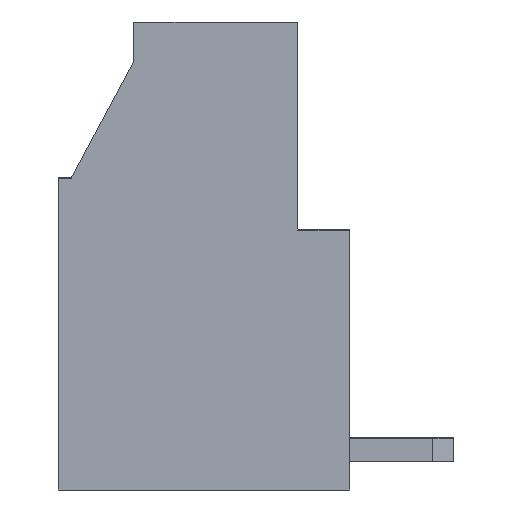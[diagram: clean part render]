
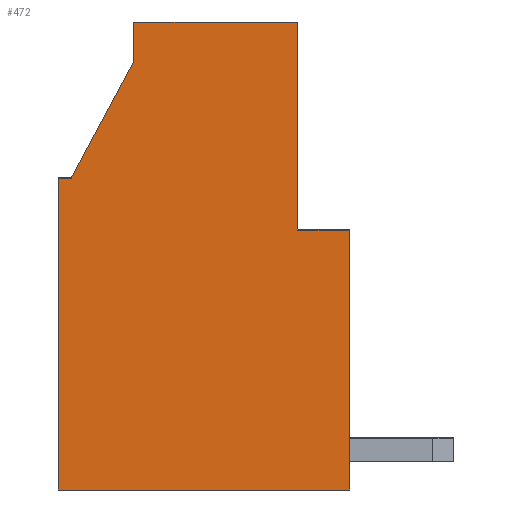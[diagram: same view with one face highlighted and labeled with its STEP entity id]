
A CAD part, front view. The second image highlights one B-rep face of the part: STEP entity #472.
In plain terms, the highlighted planar face has unit normal (0, -1, 0).
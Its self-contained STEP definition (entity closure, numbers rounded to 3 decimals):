
#472 = ADVANCED_FACE( '', ( #1219 ), #1220, .F. );
#1219 = FACE_OUTER_BOUND( '', #2288, .T. );
#1220 = PLANE( '', #2289 );
#2288 = EDGE_LOOP( '', ( #3488, #3489, #3490, #3491, #3492, #3493, #3494, #3495, #3496 ) );
#2289 = AXIS2_PLACEMENT_3D( '', #3497, #3498, #3499 );
#3488 = ORIENTED_EDGE( '', *, *, #6615, .T. );
#3489 = ORIENTED_EDGE( '', *, *, #6505, .T. );
#3490 = ORIENTED_EDGE( '', *, *, #6616, .T. );
#3491 = ORIENTED_EDGE( '', *, *, #6617, .T. );
#3492 = ORIENTED_EDGE( '', *, *, #6618, .T. );
#3493 = ORIENTED_EDGE( '', *, *, #6619, .T. );
#3494 = ORIENTED_EDGE( '', *, *, #6620, .F. );
#3495 = ORIENTED_EDGE( '', *, *, #6551, .F. );
#3496 = ORIENTED_EDGE( '', *, *, #6621, .F. );
#3497 = CARTESIAN_POINT( '', ( 12.32, -2.5, -5.26 ) );
#3498 = DIRECTION( '', ( 0., 1., 0. ) );
#3499 = DIRECTION( '', ( 1., 0., 0. ) );
#6505 = EDGE_CURVE( '', #7790, #7788, #7791, .T. );
#6551 = EDGE_CURVE( '', #7872, #7874, #7875, .T. );
#6615 = EDGE_CURVE( '', #7988, #7790, #7989, .T. );
#6616 = EDGE_CURVE( '', #7788, #7990, #7991, .T. );
#6617 = EDGE_CURVE( '', #7990, #7992, #7993, .T. );
#6618 = EDGE_CURVE( '', #7992, #7994, #7995, .T. );
#6619 = EDGE_CURVE( '', #7994, #7996, #7997, .T. );
#6620 = EDGE_CURVE( '', #7874, #7996, #7998, .T. );
#6621 = EDGE_CURVE( '', #7988, #7872, #7999, .T. );
#7788 = VERTEX_POINT( '', #9685 );
#7790 = VERTEX_POINT( '', #9688 );
#7791 = LINE( '', #9689, #9690 );
#7872 = VERTEX_POINT( '', #9806 );
#7874 = VERTEX_POINT( '', #9809 );
#7875 = LINE( '', #9810, #9811 );
#7988 = VERTEX_POINT( '', #9973 );
#7989 = LINE( '', #9974, #9975 );
#7990 = VERTEX_POINT( '', #9976 );
#7991 = LINE( '', #9977, #9978 );
#7992 = VERTEX_POINT( '', #9979 );
#7993 = LINE( '', #9980, #9981 );
#7994 = VERTEX_POINT( '', #9982 );
#7995 = LINE( '', #9983, #9984 );
#7996 = VERTEX_POINT( '', #9985 );
#7997 = LINE( '', #9986, #9987 );
#7998 = LINE( '', #9988, #9989 );
#7999 = LINE( '', #9990, #9991 );
#9685 = CARTESIAN_POINT( '', ( 11.2, -2.5, 0. ) );
#9688 = CARTESIAN_POINT( '', ( 0., -2.5, 0. ) );
#9689 = CARTESIAN_POINT( '', ( 5.35, -2.5, 0. ) );
#9690 = VECTOR( '', #12362, 1000. );
#9806 = CARTESIAN_POINT( '', ( 0.5, -2.5, 12. ) );
#9809 = CARTESIAN_POINT( '', ( 2.9, -2.5, 16.5 ) );
#9810 = CARTESIAN_POINT( '', ( -6.433, -2.5, -1. ) );
#9811 = VECTOR( '', #12402, 1000. );
#9973 = CARTESIAN_POINT( '', ( 0., -2.5, 12. ) );
#9974 = CARTESIAN_POINT( '', ( 0., -2.5, -1. ) );
#9975 = VECTOR( '', #12464, 1000. );
#9976 = CARTESIAN_POINT( '', ( 11.2, -2.5, 10. ) );
#9977 = CARTESIAN_POINT( '', ( 11.2, -2.5, -1. ) );
#9978 = VECTOR( '', #12465, 1000. );
#9979 = CARTESIAN_POINT( '', ( 9.2, -2.5, 10. ) );
#9980 = CARTESIAN_POINT( '', ( 5.35, -2.5, 10. ) );
#9981 = VECTOR( '', #12466, 1000. );
#9982 = CARTESIAN_POINT( '', ( 9.2, -2.5, 18. ) );
#9983 = CARTESIAN_POINT( '', ( 9.2, -2.5, -1. ) );
#9984 = VECTOR( '', #12467, 1000. );
#9985 = CARTESIAN_POINT( '', ( 2.9, -2.5, 18. ) );
#9986 = CARTESIAN_POINT( '', ( 5.35, -2.5, 18. ) );
#9987 = VECTOR( '', #12468, 1000. );
#9988 = CARTESIAN_POINT( '', ( 2.9, -2.5, -1. ) );
#9989 = VECTOR( '', #12469, 1000. );
#9990 = CARTESIAN_POINT( '', ( 5.35, -2.5, 12. ) );
#9991 = VECTOR( '', #12470, 1000. );
#12362 = DIRECTION( '', ( 1., 0., 0. ) );
#12402 = DIRECTION( '', ( 0.471, 0., 0.882 ) );
#12464 = DIRECTION( '', ( 0., 0., -1. ) );
#12465 = DIRECTION( '', ( 0., 0., 1. ) );
#12466 = DIRECTION( '', ( -1., 0., 0. ) );
#12467 = DIRECTION( '', ( 0., 0., 1. ) );
#12468 = DIRECTION( '', ( -1., 0., 0. ) );
#12469 = DIRECTION( '', ( 0., 0., 1. ) );
#12470 = DIRECTION( '', ( 1., 0., 0. ) );
